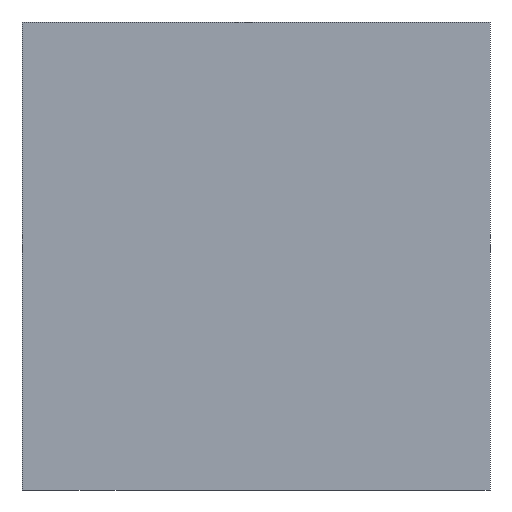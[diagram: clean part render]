
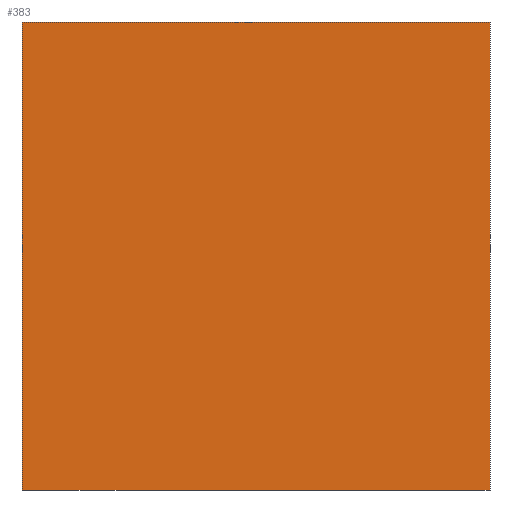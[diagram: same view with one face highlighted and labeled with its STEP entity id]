
A CAD part, front view. The second image highlights one B-rep face of the part: STEP entity #383.
In plain terms, the highlighted planar face has unit normal (0, -1, 0).
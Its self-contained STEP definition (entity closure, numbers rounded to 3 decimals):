
#22=LINE($,#663,#45);
#29=LINE($,#678,#52);
#30=LINE($,#681,#53);
#31=LINE($,#682,#54);
#45=VECTOR($,#517,80.);
#52=VECTOR($,#532,80.);
#53=VECTOR($,#535,80.);
#54=VECTOR($,#536,80.);
#69=PLANE($,#430);
#110=FACE_OUTER_BOUND($,#146,.T.);
#146=EDGE_LOOP($,(#325,#326,#327,#328));
#204=VERTEX_POINT($,#660);
#205=VERTEX_POINT($,#662);
#209=VERTEX_POINT($,#676);
#210=VERTEX_POINT($,#680);
#244=EDGE_CURVE($,#204,#205,#22,.T.);
#252=EDGE_CURVE($,#204,#209,#29,.T.);
#253=EDGE_CURVE($,#210,#209,#30,.T.);
#254=EDGE_CURVE($,#205,#210,#31,.T.);
#325=ORIENTED_EDGE($,*,*,#252,.T.);
#326=ORIENTED_EDGE($,*,*,#253,.F.);
#327=ORIENTED_EDGE($,*,*,#254,.F.);
#328=ORIENTED_EDGE($,*,*,#244,.F.);
#383=ADVANCED_FACE($,(#110),#69,.T.);
#430=AXIS2_PLACEMENT_3D($,#679,#533,#534);
#517=DIRECTION($,(-1.,0.,0.));
#532=DIRECTION($,(0.,0.,1.));
#533=DIRECTION('center_axis',(0.,-1.,0.));
#534=DIRECTION('ref_axis',(1.,0.,0.));
#535=DIRECTION($,(1.,0.,0.));
#536=DIRECTION($,(0.,0.,1.));
#660=CARTESIAN_POINT('',(80.,0.,-40.));
#662=CARTESIAN_POINT('',(0.,0.,-40.));
#663=CARTESIAN_POINT($,(0.,0.,-40.));
#676=CARTESIAN_POINT('',(80.,0.,40.));
#678=CARTESIAN_POINT($,(80.,0.,0.));
#679=CARTESIAN_POINT('Origin',(0.,0.,0.));
#680=CARTESIAN_POINT('',(0.,0.,40.));
#681=CARTESIAN_POINT($,(0.,0.,40.));
#682=CARTESIAN_POINT($,(0.,0.,0.));
